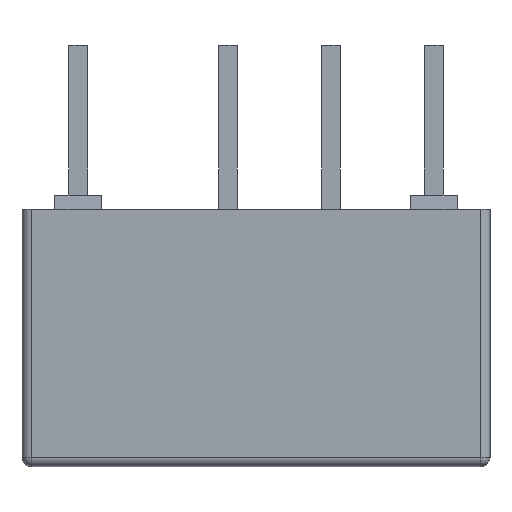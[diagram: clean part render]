
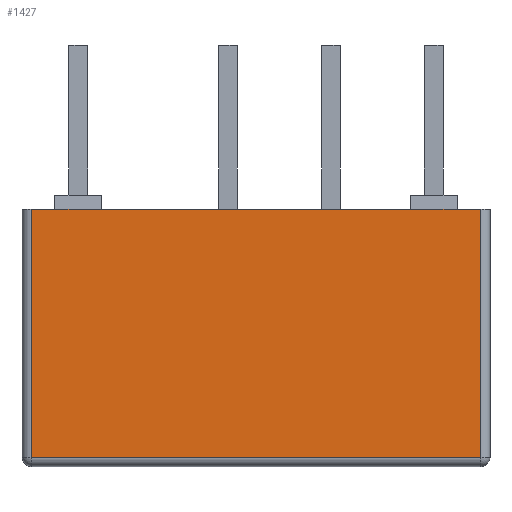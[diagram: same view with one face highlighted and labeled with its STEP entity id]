
A CAD part, front view. The second image highlights one B-rep face of the part: STEP entity #1427.
In plain terms, the highlighted planar face has unit normal (0, -1, 0).
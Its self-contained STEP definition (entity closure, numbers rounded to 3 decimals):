
#338=DIRECTION('',(0.,0.,1.));
#339=VECTOR('',#338,5.3);
#340=CARTESIAN_POINT('',(-4.8,-2.85,-5.3));
#341=LINE('',#340,#339);
#342=DIRECTION('',(1.,0.,0.));
#343=VECTOR('',#342,0.5);
#344=CARTESIAN_POINT('',(-4.8,-2.85,0.));
#345=LINE('',#344,#343);
#346=DIRECTION('',(-1.,0.,0.));
#347=VECTOR('',#346,1.);
#348=CARTESIAN_POINT('',(-3.3,-2.85,0.));
#349=LINE('',#348,#347);
#350=DIRECTION('',(1.,0.,0.));
#351=VECTOR('',#350,6.6);
#352=CARTESIAN_POINT('',(-3.3,-2.85,0.));
#353=LINE('',#352,#351);
#354=DIRECTION('',(-1.,0.,0.));
#355=VECTOR('',#354,1.);
#356=CARTESIAN_POINT('',(4.3,-2.85,0.));
#357=LINE('',#356,#355);
#358=DIRECTION('',(1.,0.,0.));
#359=VECTOR('',#358,0.5);
#360=CARTESIAN_POINT('',(4.3,-2.85,0.));
#361=LINE('',#360,#359);
#362=DIRECTION('',(0.,0.,-1.));
#363=VECTOR('',#362,5.3);
#364=CARTESIAN_POINT('',(4.8,-2.85,0.));
#365=LINE('',#364,#363);
#366=DIRECTION('',(-1.,0.,0.));
#367=VECTOR('',#366,9.6);
#368=CARTESIAN_POINT('',(4.8,-2.85,-5.3));
#369=LINE('',#368,#367);
#977=CARTESIAN_POINT('',(-4.8,-2.85,0.));
#979=VERTEX_POINT('',#977);
#980=CARTESIAN_POINT('',(-4.8,-2.85,-5.3));
#981=VERTEX_POINT('',#980);
#984=CARTESIAN_POINT('',(4.8,-2.85,0.));
#986=VERTEX_POINT('',#984);
#990=CARTESIAN_POINT('',(4.8,-2.85,-5.3));
#991=VERTEX_POINT('',#990);
#1022=CARTESIAN_POINT('',(4.3,-2.85,0.));
#1023=CARTESIAN_POINT('',(3.3,-2.85,0.));
#1024=VERTEX_POINT('',#1022);
#1025=VERTEX_POINT('',#1023);
#1026=CARTESIAN_POINT('',(-3.3,-2.85,0.));
#1027=CARTESIAN_POINT('',(-4.3,-2.85,0.));
#1028=VERTEX_POINT('',#1026);
#1029=VERTEX_POINT('',#1027);
#1410=CARTESIAN_POINT('',(-5.,-2.85,0.));
#1411=DIRECTION('',(0.,-1.,0.));
#1412=DIRECTION('',(0.,0.,-1.));
#1413=AXIS2_PLACEMENT_3D('',#1410,#1411,#1412);
#1414=PLANE('',#1413);
#1415=ORIENTED_EDGE('',*,*,#1077,.T.);
#1416=ORIENTED_EDGE('',*,*,#1134,.T.);
#1418=ORIENTED_EDGE('',*,*,#1417,.F.);
#1419=ORIENTED_EDGE('',*,*,#1126,.T.);
#1421=ORIENTED_EDGE('',*,*,#1420,.F.);
#1422=ORIENTED_EDGE('',*,*,#1118,.T.);
#1423=ORIENTED_EDGE('',*,*,#1355,.T.);
#1424=ORIENTED_EDGE('',*,*,#1380,.T.);
#1425=EDGE_LOOP('',(#1415,#1416,#1418,#1419,#1421,#1422,#1423,#1424));
#1426=FACE_OUTER_BOUND('',#1425,.F.);
#1077=EDGE_CURVE('',#981,#979,#341,.T.);
#1118=EDGE_CURVE('',#1024,#986,#361,.T.);
#1126=EDGE_CURVE('',#1028,#1025,#353,.T.);
#1134=EDGE_CURVE('',#979,#1029,#345,.T.);
#1355=EDGE_CURVE('',#986,#991,#365,.T.);
#1380=EDGE_CURVE('',#991,#981,#369,.T.);
#1417=EDGE_CURVE('',#1028,#1029,#349,.T.);
#1420=EDGE_CURVE('',#1024,#1025,#357,.T.);
#1427=ADVANCED_FACE('',(#1426),#1414,.T.);
